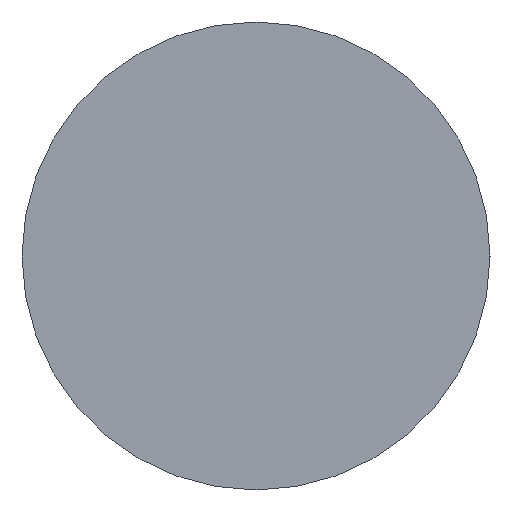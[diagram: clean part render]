
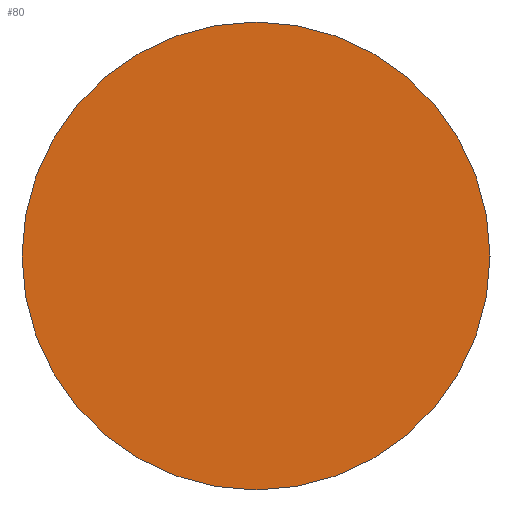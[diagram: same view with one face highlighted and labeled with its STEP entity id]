
A CAD part, left-side view. The second image highlights one B-rep face of the part: STEP entity #80.
In plain terms, the highlighted planar face has unit normal (-1, 0, 0).
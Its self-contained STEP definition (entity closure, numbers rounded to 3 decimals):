
#1 = AXIS2_PLACEMENT_3D ( 'NONE', #121, #89, #125 ) ;
#3 = VERTEX_POINT ( 'NONE', #149 ) ;
#4 = CARTESIAN_POINT ( 'NONE',  ( 115.765, 65.234, 0. ) ) ;
#18 = ORIENTED_EDGE ( 'NONE', *, *, #136, .T. ) ;
#21 = PLANE ( 'NONE',  #146 ) ;
#47 = EDGE_CURVE ( 'NONE', #3, #175, #70, .T. ) ;
#50 = DIRECTION ( 'NONE',  ( 0., 0., 1. ) ) ;
#52 = DIRECTION ( 'NONE',  ( 1., 0., 0. ) ) ;
#70 = CIRCLE ( 'NONE', #96, 12.7 ) ;
#80 = ADVANCED_FACE ( 'NONE', ( #91 ), #21, .F. ) ;
#86 = ORIENTED_EDGE ( 'NONE', *, *, #47, .T. ) ;
#89 = DIRECTION ( 'NONE',  ( -1., 0., 0. ) ) ;
#91 = FACE_OUTER_BOUND ( 'NONE', #177, .T. ) ;
#96 = AXIS2_PLACEMENT_3D ( 'NONE', #4, #114, #50 ) ;
#114 = DIRECTION ( 'NONE',  ( -1., 0., 0. ) ) ;
#121 = CARTESIAN_POINT ( 'NONE',  ( 115.765, 65.234, 0. ) ) ;
#125 = DIRECTION ( 'NONE',  ( 0., 0., 1. ) ) ;
#128 = CARTESIAN_POINT ( 'NONE',  ( 115.765, 65.234, 0. ) ) ;
#136 = EDGE_CURVE ( 'NONE', #175, #3, #144, .T. ) ;
#144 = CIRCLE ( 'NONE', #1, 12.7 ) ;
#146 = AXIS2_PLACEMENT_3D ( 'NONE', #128, #52, #147 ) ;
#147 = DIRECTION ( 'NONE',  ( 0., 0., -1. ) ) ;
#149 = CARTESIAN_POINT ( 'NONE',  ( 115.765, 65.234, -12.7 ) ) ;
#150 = CARTESIAN_POINT ( 'NONE',  ( 115.765, 65.234, 12.7 ) ) ;
#175 = VERTEX_POINT ( 'NONE', #150 ) ;
#177 = EDGE_LOOP ( 'NONE', ( #18, #86 ) ) ;
